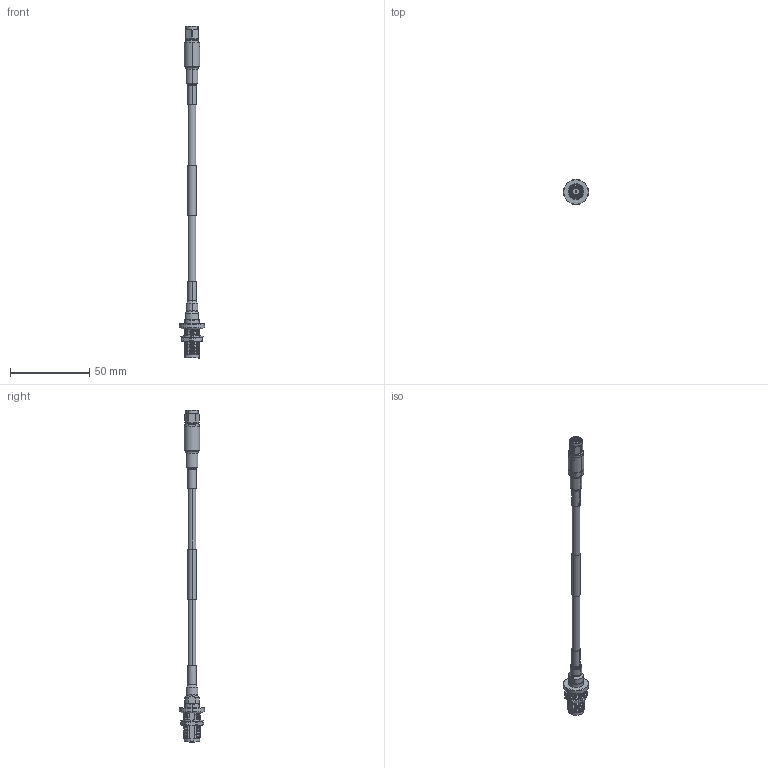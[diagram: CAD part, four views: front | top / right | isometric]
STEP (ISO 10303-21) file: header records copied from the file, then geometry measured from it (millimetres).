
FILE_DESCRIPTION (( 'STEP AP214' ), '1' );
FILE_NAME ('FMC00629_3D.step', '2023-03-01T18:01:54', ( '' ), ( '' ), 'SwSTEP 2.0', 'SolidWorks 2022', '' );
FILE_SCHEMA (( 'AUTOMOTIVE_DESIGN' ));
Length unit declared in the file: inch
Products named in the file (5): Copy of PE44811 ¦ FMCN1077^FMC00629; Copy of PE44826-4MJR5 ¦ FMCN1085-4MJR5^FMC00629; Part1^FMC00629; Copy of LL142^FMC00629; FMC00629_3D
Assembly tree (4 placements, depth 2):
  FMC00629_3D
    Copy of PE44826-4MJR5 ¦ FMCN1085-4MJR5^FMC00629
    Copy of PE44811 ¦ FMCN1077^FMC00629
    Copy of LL142^FMC00629
    Part1^FMC00629
Bounding box: 15.88 x 15.88 x 209.9 mm (x, y, z)
Volume: 7425.1 mm3; surface area: 9407.7 mm2
Topology: 8 solids, 8 shells, 491 faces, 1319 edges, 864 vertices
Faces by surface type: bspline 157, cylinder 149, plane 95, cone 80, torus 10
Entity records: 89617 total; most frequent: CARTESIAN_POINT 78476, ORIENTED_EDGE 2638, DIRECTION 1676, EDGE_CURVE 1319, VERTEX_POINT 864, AXIS2_PLACEMENT_3D 670, EDGE_LOOP 521, FACE_OUTER_BOUND 491
